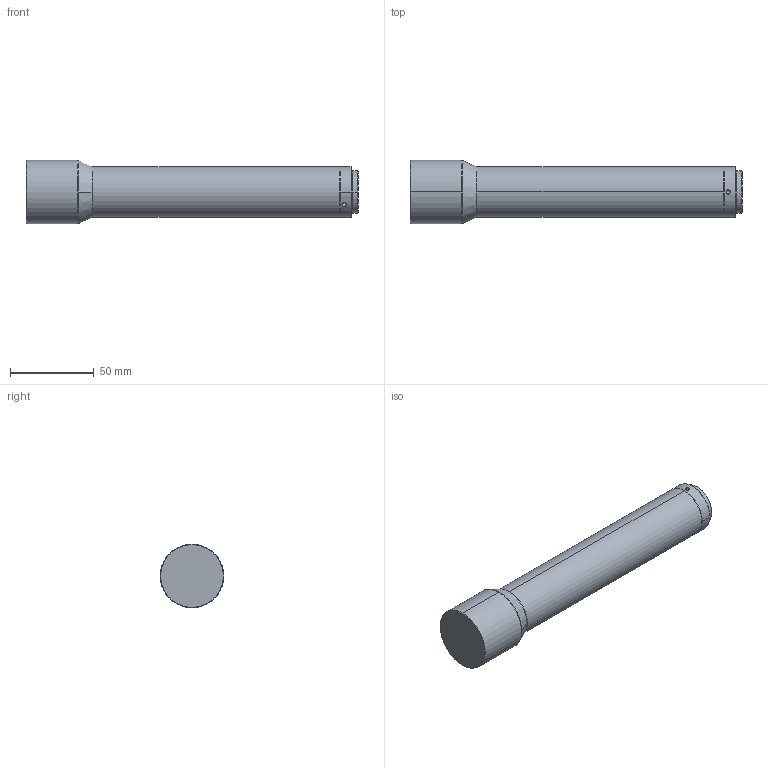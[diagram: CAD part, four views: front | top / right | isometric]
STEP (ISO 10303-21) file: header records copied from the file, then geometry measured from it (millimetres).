
FILE_DESCRIPTION (( 'STEP AP203' ), '1' );
FILE_NAME ('WH03-560A-125.STEP', '2019-12-02T09:32:19', ( 'Windows 蚚誧' ), ( '' ), 'SwSTEP 2.0', 'SolidWorks 2017', '' );
FILE_SCHEMA (( 'CONFIG_CONTROL_DESIGN' ));
Length unit declared in the file: millimetre
Products named in the file (1): WH03-560A-125
Bounding box: 198 x 38 x 38 mm (x, y, z)
Volume: 153950.2 mm3; surface area: 22229.3 mm2
Topology: 1 solids, 1 shells, 42 faces, 94 edges, 55 vertices
Faces by surface type: cylinder 18, cone 14, plane 6, bspline 4
Entity records: 1341 total; most frequent: CARTESIAN_POINT 360, DIRECTION 202, ORIENTED_EDGE 176, EDGE_CURVE 88, AXIS2_PLACEMENT_3D 85, VERTEX_POINT 55, EDGE_LOOP 49, CIRCLE 46
